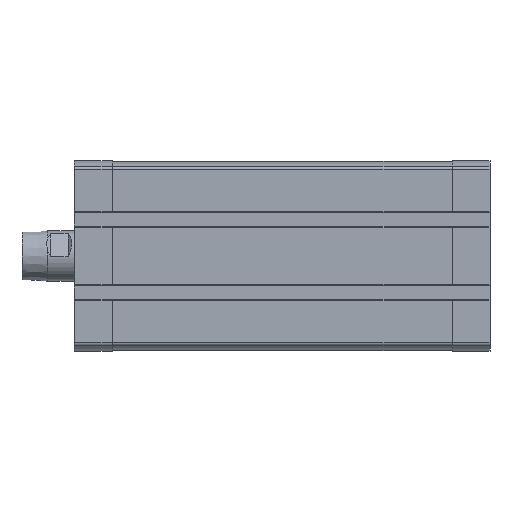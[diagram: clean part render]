
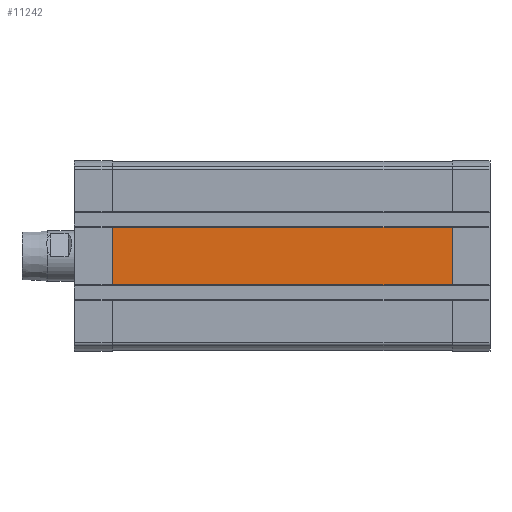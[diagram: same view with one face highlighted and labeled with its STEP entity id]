
A CAD part, left-side view. The second image highlights one B-rep face of the part: STEP entity #11242.
In plain terms, the highlighted planar face has unit normal (-1, 0, 0).
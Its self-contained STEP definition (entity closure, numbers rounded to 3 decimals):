
#126=PLANE('',#12238);
#931=LINE('',#18303,#1837);
#932=LINE('',#18306,#1838);
#933=LINE('',#18308,#1839);
#934=LINE('',#18310,#1840);
#1837=VECTOR('',#14384,1000.);
#1838=VECTOR('',#14385,1000.);
#1839=VECTOR('',#14386,1000.);
#1840=VECTOR('',#14387,1000.);
#3979=ORIENTED_EDGE('',*,*,#6849,.T.);
#3980=ORIENTED_EDGE('',*,*,#6850,.F.);
#3981=ORIENTED_EDGE('',*,*,#6851,.F.);
#3982=ORIENTED_EDGE('',*,*,#6852,.T.);
#6849=EDGE_CURVE('',#8306,#8307,#931,.T.);
#6850=EDGE_CURVE('',#8308,#8307,#932,.T.);
#6851=EDGE_CURVE('',#8309,#8308,#933,.T.);
#6852=EDGE_CURVE('',#8309,#8306,#934,.T.);
#8306=VERTEX_POINT('',#18304);
#8307=VERTEX_POINT('',#18305);
#8308=VERTEX_POINT('',#18307);
#8309=VERTEX_POINT('',#18309);
#9607=EDGE_LOOP('',(#3979,#3980,#3981,#3982));
#10411=FACE_BOUND('',#9607,.T.);
#11242=ADVANCED_FACE('',(#10411),#126,.F.);
#12238=AXIS2_PLACEMENT_3D('',#18302,#14382,#14383);
#14382=DIRECTION('',(1.,0.,0.));
#14383=DIRECTION('',(0.,0.,-1.));
#14384=DIRECTION('',(0.,0.,1.));
#14385=DIRECTION('',(0.,-1.,0.));
#14386=DIRECTION('',(0.,0.,1.));
#14387=DIRECTION('',(0.,-1.,0.));
#18302=CARTESIAN_POINT('',(-37.5,149.9,-11.4));
#18303=CARTESIAN_POINT('',(-37.5,15.,-11.4));
#18304=CARTESIAN_POINT('',(-37.5,15.,-11.4));
#18305=CARTESIAN_POINT('',(-37.5,15.,11.4));
#18306=CARTESIAN_POINT('',(-37.5,149.9,11.4));
#18307=CARTESIAN_POINT('',(-37.5,149.9,11.4));
#18308=CARTESIAN_POINT('',(-37.5,149.9,-11.4));
#18309=CARTESIAN_POINT('',(-37.5,149.9,-11.4));
#18310=CARTESIAN_POINT('',(-37.5,149.9,-11.4));
